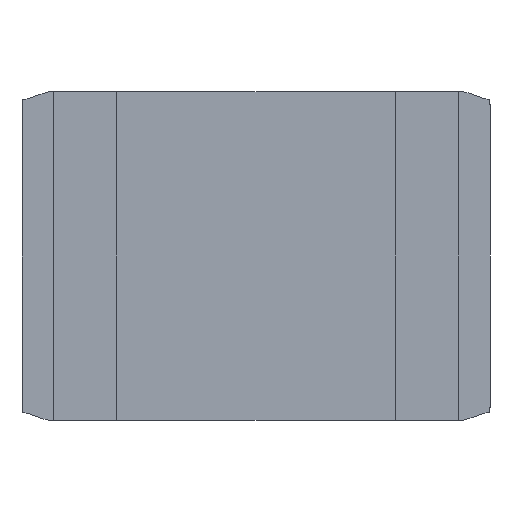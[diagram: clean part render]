
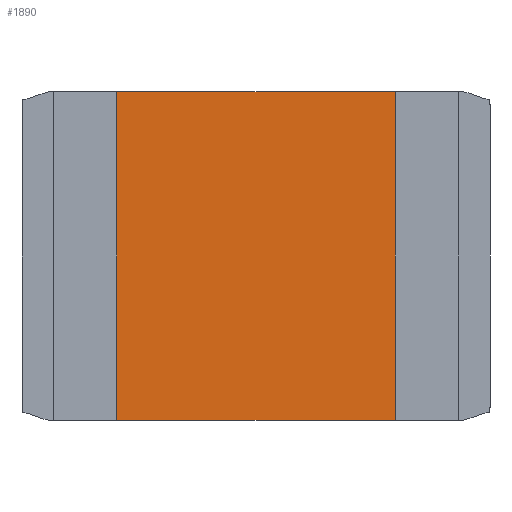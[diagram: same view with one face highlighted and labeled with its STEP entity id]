
A CAD part, front view. The second image highlights one B-rep face of the part: STEP entity #1890.
In plain terms, the highlighted planar face has unit normal (0, -1, 0).
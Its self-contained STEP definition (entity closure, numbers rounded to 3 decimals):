
#258=FACE_OUTER_BOUND('',#378,.T.);
#378=EDGE_LOOP('',(#1277,#1278,#1279,#1280));
#495=LINE('',#2355,#637);
#499=LINE('',#2363,#641);
#502=LINE('',#2369,#644);
#505=LINE('',#2374,#647);
#637=VECTOR('',#2091,10.);
#641=VECTOR('',#2097,10.);
#644=VECTOR('',#2102,10.);
#647=VECTOR('',#2107,10.);
#779=VERTEX_POINT('',#2353);
#780=VERTEX_POINT('',#2354);
#783=VERTEX_POINT('',#2362);
#785=VERTEX_POINT('',#2368);
#967=EDGE_CURVE('',#779,#780,#495,.T.);
#971=EDGE_CURVE('',#780,#783,#499,.T.);
#974=EDGE_CURVE('',#783,#785,#502,.T.);
#977=EDGE_CURVE('',#779,#785,#505,.T.);
#1277=ORIENTED_EDGE('',*,*,#977,.F.);
#1278=ORIENTED_EDGE('',*,*,#967,.T.);
#1279=ORIENTED_EDGE('',*,*,#971,.T.);
#1280=ORIENTED_EDGE('',*,*,#974,.T.);
#1842=PLANE('',#2032);
#1890=ADVANCED_FACE('',(#258),#1842,.F.);
#2032=AXIS2_PLACEMENT_3D('',#2377,#2111,#2112);
#2091=DIRECTION('',(1.,0.,0.));
#2097=DIRECTION('',(0.,0.,1.));
#2102=DIRECTION('',(-1.,0.,0.));
#2107=DIRECTION('',(0.,0.,1.));
#2111=DIRECTION('center_axis',(0.,1.,0.));
#2112=DIRECTION('ref_axis',(1.,0.,0.));
#2353=CARTESIAN_POINT('',(0.5,0.,5.5));
#2354=CARTESIAN_POINT('',(2.7,0.,5.5));
#2355=CARTESIAN_POINT('',(0.,0.,5.5));
#2362=CARTESIAN_POINT('',(2.7,0.,8.1));
#2363=CARTESIAN_POINT('',(2.7,0.,5.5));
#2368=CARTESIAN_POINT('',(0.5,0.,8.1));
#2369=CARTESIAN_POINT('',(3.2,0.,8.1));
#2374=CARTESIAN_POINT('',(0.5,0.,5.5));
#2377=CARTESIAN_POINT('Origin',(1.6,0.,6.8));
